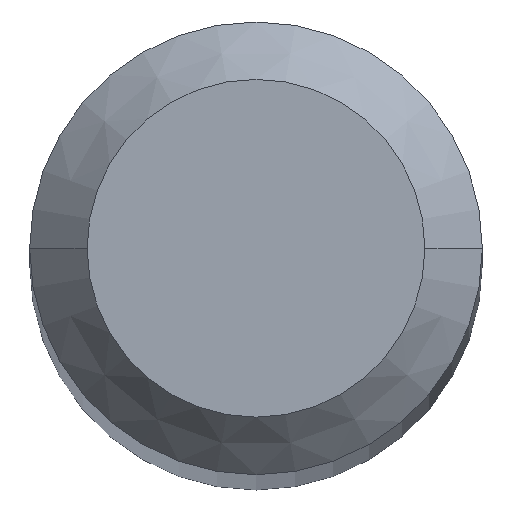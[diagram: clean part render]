
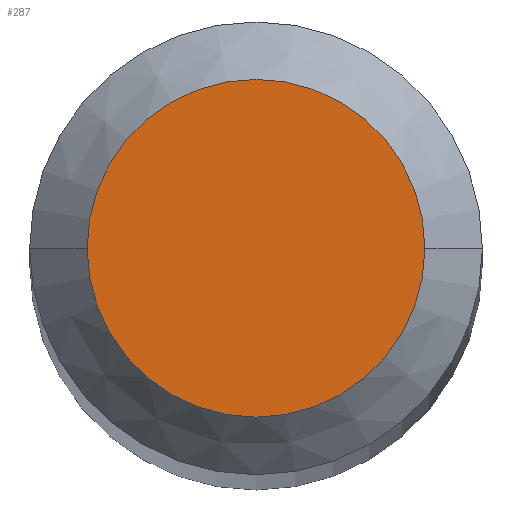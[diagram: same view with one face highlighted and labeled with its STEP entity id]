
A CAD part, top view. The second image highlights one B-rep face of the part: STEP entity #287.
In plain terms, the highlighted planar face has unit normal (0, 0, 1).
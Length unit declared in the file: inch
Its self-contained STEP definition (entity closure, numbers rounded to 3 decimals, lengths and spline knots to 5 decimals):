
#5 = FACE_OUTER_BOUND ( 'NONE', #178, .T. ) ;
#7 = EDGE_CURVE ( 'NONE', #261, #228, #215, .T. ) ;
#34 = DIRECTION ( 'NONE',  ( 0., 0., 1. ) ) ;
#37 = CARTESIAN_POINT ( 'NONE',  ( 0., 0., 2.95276 ) ) ;
#45 = CARTESIAN_POINT ( 'NONE',  ( 0.04405, 0., 2.95276 ) ) ;
#84 = DIRECTION ( 'NONE',  ( 0., 0., 1. ) ) ;
#94 = EDGE_CURVE ( 'NONE', #228, #261, #127, .T. ) ;
#107 = ORIENTED_EDGE ( 'NONE', *, *, #7, .T. ) ;
#127 = CIRCLE ( 'NONE', #180, 0.04405 ) ;
#128 = DIRECTION ( 'NONE',  ( 1., 0., 0. ) ) ;
#153 = DIRECTION ( 'NONE',  ( 0., 0., 1. ) ) ;
#171 = CARTESIAN_POINT ( 'NONE',  ( 0., 0., 2.95276 ) ) ;
#172 = ORIENTED_EDGE ( 'NONE', *, *, #94, .T. ) ;
#178 = EDGE_LOOP ( 'NONE', ( #172, #107 ) ) ;
#180 = AXIS2_PLACEMENT_3D ( 'NONE', #171, #153, #244 ) ;
#187 = AXIS2_PLACEMENT_3D ( 'NONE', #37, #84, #128 ) ;
#215 = CIRCLE ( 'NONE', #187, 0.04405 ) ;
#228 = VERTEX_POINT ( 'NONE', #294 ) ;
#232 = CARTESIAN_POINT ( 'NONE',  ( 0., 0., 2.95276 ) ) ;
#234 = DIRECTION ( 'NONE',  ( 1., 0., 0. ) ) ;
#244 = DIRECTION ( 'NONE',  ( 1., 0., 0. ) ) ;
#261 = VERTEX_POINT ( 'NONE', #45 ) ;
#280 = PLANE ( 'NONE',  #289 ) ;
#287 = ADVANCED_FACE ( 'NONE', ( #5 ), #280, .T. ) ;
#289 = AXIS2_PLACEMENT_3D ( 'NONE', #232, #34, #234 ) ;
#294 = CARTESIAN_POINT ( 'NONE',  ( -0.04405, 0., 2.95276 ) ) ;
